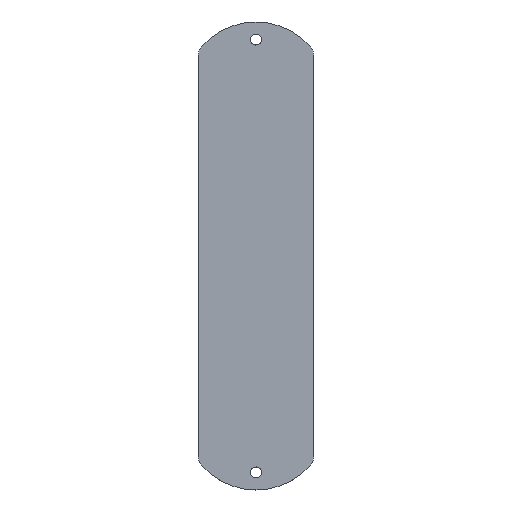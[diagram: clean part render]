
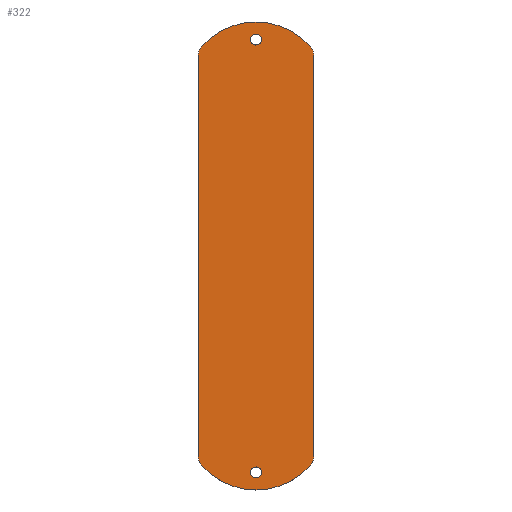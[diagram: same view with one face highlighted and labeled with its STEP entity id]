
A CAD part, top view. The second image highlights one B-rep face of the part: STEP entity #322.
In plain terms, the highlighted planar face has unit normal (0, 0, 1).
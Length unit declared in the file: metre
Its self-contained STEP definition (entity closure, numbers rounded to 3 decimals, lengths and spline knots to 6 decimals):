
#28=PLANE('',#359);
#33=CIRCLE('',#353,0.016445);
#35=CIRCLE('',#357,0.016445);
#36=CIRCLE('',#360,0.00125);
#37=CIRCLE('',#361,0.00125);
#38=CIRCLE('',#362,0.003);
#39=CIRCLE('',#363,0.003);
#40=CIRCLE('',#364,0.003);
#41=CIRCLE('',#365,0.003);
#70=ORIENTED_EDGE('',*,*,#158,.T.);
#71=ORIENTED_EDGE('',*,*,#159,.T.);
#72=ORIENTED_EDGE('',*,*,#153,.F.);
#73=ORIENTED_EDGE('',*,*,#160,.T.);
#74=ORIENTED_EDGE('',*,*,#157,.F.);
#75=ORIENTED_EDGE('',*,*,#161,.T.);
#76=ORIENTED_EDGE('',*,*,#145,.T.);
#77=ORIENTED_EDGE('',*,*,#162,.T.);
#78=ORIENTED_EDGE('',*,*,#149,.T.);
#79=ORIENTED_EDGE('',*,*,#163,.T.);
#145=EDGE_CURVE('',#186,#189,#33,.T.);
#149=EDGE_CURVE('',#190,#193,#219,.T.);
#153=EDGE_CURVE('',#197,#194,#35,.T.);
#157=EDGE_CURVE('',#201,#198,#225,.T.);
#158=EDGE_CURVE('',#202,#202,#36,.F.);
#159=EDGE_CURVE('',#203,#203,#37,.F.);
#160=EDGE_CURVE('',#197,#198,#38,.T.);
#161=EDGE_CURVE('',#201,#186,#39,.T.);
#162=EDGE_CURVE('',#189,#190,#40,.T.);
#163=EDGE_CURVE('',#193,#194,#41,.T.);
#186=VERTEX_POINT('',#504);
#189=VERTEX_POINT('',#509);
#190=VERTEX_POINT('',#513);
#193=VERTEX_POINT('',#518);
#194=VERTEX_POINT('',#522);
#197=VERTEX_POINT('',#527);
#198=VERTEX_POINT('',#531);
#201=VERTEX_POINT('',#536);
#202=VERTEX_POINT('',#540);
#203=VERTEX_POINT('',#542);
#219=LINE('',#519,#241);
#225=LINE('',#537,#247);
#241=VECTOR('',#408,1.);
#247=VECTOR('',#422,1.);
#262=EDGE_LOOP('',(#70));
#263=EDGE_LOOP('',(#71));
#264=EDGE_LOOP('',(#72,#73,#74,#75,#76,#77,#78,#79));
#288=FACE_BOUND('',#262,.T.);
#289=FACE_BOUND('',#263,.T.);
#290=FACE_BOUND('',#264,.T.);
#322=ADVANCED_FACE('',(#288,#289,#290),#28,.T.);
#353=AXIS2_PLACEMENT_3D('',#510,#401,#402);
#357=AXIS2_PLACEMENT_3D('',#528,#415,#416);
#359=AXIS2_PLACEMENT_3D('',#538,#423,#424);
#360=AXIS2_PLACEMENT_3D('',#539,#425,#426);
#361=AXIS2_PLACEMENT_3D('',#541,#427,#428);
#362=AXIS2_PLACEMENT_3D('',#543,#429,#430);
#363=AXIS2_PLACEMENT_3D('',#544,#431,#432);
#364=AXIS2_PLACEMENT_3D('',#545,#433,#434);
#365=AXIS2_PLACEMENT_3D('',#546,#435,#436);
#401=DIRECTION('',(0.,0.,1.));
#402=DIRECTION('',(-1.,0.,0.));
#408=DIRECTION('',(0.,1.,0.));
#415=DIRECTION('',(0.,0.,-1.));
#416=DIRECTION('',(-1.,0.,0.));
#422=DIRECTION('',(0.,1.,0.));
#423=DIRECTION('',(0.,0.,1.));
#424=DIRECTION('',(1.,0.,0.));
#425=DIRECTION('',(0.,0.,1.));
#426=DIRECTION('',(-1.,0.,0.));
#427=DIRECTION('',(0.,0.,1.));
#428=DIRECTION('',(-1.,0.,0.));
#429=DIRECTION('',(0.,0.,1.));
#430=DIRECTION('',(-1.,0.,0.));
#431=DIRECTION('',(0.,0.,1.));
#432=DIRECTION('',(-1.,0.,0.));
#433=DIRECTION('',(0.,0.,1.));
#434=DIRECTION('',(-1.,0.,0.));
#435=DIRECTION('',(0.,0.,1.));
#436=DIRECTION('',(-1.,0.,0.));
#504=CARTESIAN_POINT('',(0.068535,-0.179915,0.0081));
#509=CARTESIAN_POINT('',(0.093365,-0.179915,0.0081));
#510=CARTESIAN_POINT('',(0.08095,-0.16913,0.0081));
#513=CARTESIAN_POINT('',(0.0941,-0.177948,0.0081));
#518=CARTESIAN_POINT('',(0.0941,-0.086552,0.0081));
#519=CARTESIAN_POINT('',(0.0941,-0.13225,0.0081));
#522=CARTESIAN_POINT('',(0.093365,-0.084585,0.0081));
#527=CARTESIAN_POINT('',(0.068535,-0.084585,0.0081));
#528=CARTESIAN_POINT('',(0.08095,-0.09537,0.0081));
#531=CARTESIAN_POINT('',(0.0678,-0.086552,0.0081));
#536=CARTESIAN_POINT('',(0.0678,-0.177948,0.0081));
#537=CARTESIAN_POINT('',(0.0678,-0.13225,0.0081));
#538=CARTESIAN_POINT('',(0.002,-0.13225,0.0081));
#539=CARTESIAN_POINT('',(0.08095,-0.082925,0.0081));
#540=CARTESIAN_POINT('',(0.0797,-0.082925,0.0081));
#541=CARTESIAN_POINT('',(0.08095,-0.181575,0.0081));
#542=CARTESIAN_POINT('',(0.0797,-0.181575,0.0081));
#543=CARTESIAN_POINT('',(0.0708,-0.086552,0.0081));
#544=CARTESIAN_POINT('',(0.0708,-0.177948,0.0081));
#545=CARTESIAN_POINT('',(0.0911,-0.177948,0.0081));
#546=CARTESIAN_POINT('',(0.0911,-0.086552,0.0081));
